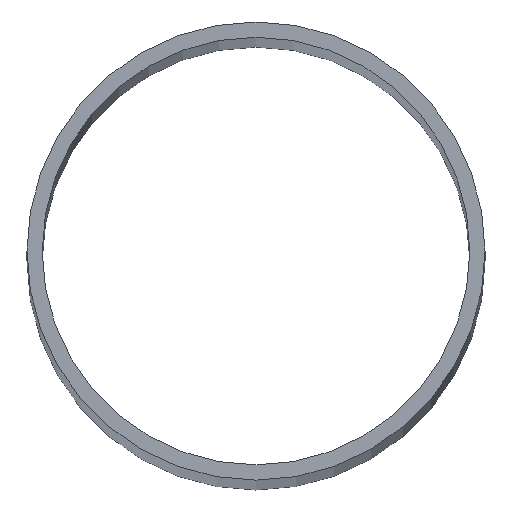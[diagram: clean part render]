
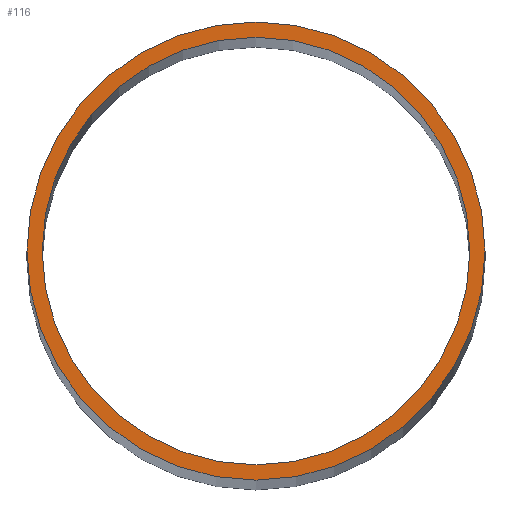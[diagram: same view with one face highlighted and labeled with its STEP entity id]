
A CAD part, top view. The second image highlights one B-rep face of the part: STEP entity #116.
In plain terms, the highlighted planar face has unit normal (0, 0, 1).
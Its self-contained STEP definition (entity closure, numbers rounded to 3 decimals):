
#26 = CARTESIAN_POINT ( 'NONE',  ( -14., 0., 185. ) ) ;
#33 = CARTESIAN_POINT ( 'NONE',  ( 14., 0., 185. ) ) ;
#37 = DIRECTION ( 'NONE',  ( 1., 0., 0. ) ) ;
#38 = DIRECTION ( 'NONE',  ( 0., 0., 1. ) ) ;
#39 = CARTESIAN_POINT ( 'NONE',  ( 0., 0., 185. ) ) ;
#41 = CARTESIAN_POINT ( 'NONE',  ( 15., 0., 185. ) ) ;
#42 = DIRECTION ( 'NONE',  ( 1., 0., 0. ) ) ;
#45 = PLANE ( 'NONE',  #138 ) ;
#48 = CARTESIAN_POINT ( 'NONE',  ( -15., 0., 185. ) ) ;
#57 = DIRECTION ( 'NONE',  ( 1., 0., 0. ) ) ;
#59 = DIRECTION ( 'NONE',  ( 0., 0., 1. ) ) ;
#60 = CARTESIAN_POINT ( 'NONE',  ( 0., 0., 185. ) ) ;
#67 = CARTESIAN_POINT ( 'NONE',  ( 0., 0., 185. ) ) ;
#77 = DIRECTION ( 'NONE',  ( 1., 0., 0. ) ) ;
#78 = DIRECTION ( 'NONE',  ( 0., 0., 1. ) ) ;
#80 = CARTESIAN_POINT ( 'NONE',  ( 0., 0., 185. ) ) ;
#81 = DIRECTION ( 'NONE',  ( 1., 0., 0. ) ) ;
#82 = DIRECTION ( 'NONE',  ( 0., 0., 1. ) ) ;
#83 = CARTESIAN_POINT ( 'NONE',  ( 0., 0., 185. ) ) ;
#91 = DIRECTION ( 'NONE',  ( 0., 0., 1. ) ) ;
#99 = CIRCLE ( 'NONE', #132, 14. ) ;
#105 = CIRCLE ( 'NONE', #124, 15. ) ;
#107 = CIRCLE ( 'NONE', #140, 14. ) ;
#108 = CIRCLE ( 'NONE', #126, 15. ) ;
#116 = ADVANCED_FACE ( 'NONE', ( #171, #166 ), #45, .T. ) ;
#124 = AXIS2_PLACEMENT_3D ( 'NONE', #39, #38, #37 ) ;
#126 = AXIS2_PLACEMENT_3D ( 'NONE', #60, #59, #57 ) ;
#132 = AXIS2_PLACEMENT_3D ( 'NONE', #80, #78, #77 ) ;
#138 = AXIS2_PLACEMENT_3D ( 'NONE', #67, #91, #42 ) ;
#140 = AXIS2_PLACEMENT_3D ( 'NONE', #83, #82, #81 ) ;
#145 = EDGE_CURVE ( 'NONE', #182, #196, #107, .T. ) ;
#147 = EDGE_CURVE ( 'NONE', #196, #182, #99, .T. ) ;
#154 = EDGE_CURVE ( 'NONE', #186, #194, #108, .T. ) ;
#157 = EDGE_CURVE ( 'NONE', #194, #186, #105, .T. ) ;
#166 = FACE_BOUND ( 'NONE', #200, .T. ) ;
#171 = FACE_OUTER_BOUND ( 'NONE', #212, .T. ) ;
#177 = ORIENTED_EDGE ( 'NONE', *, *, #145, .F. ) ;
#182 = VERTEX_POINT ( 'NONE', #33 ) ;
#186 = VERTEX_POINT ( 'NONE', #41 ) ;
#193 = ORIENTED_EDGE ( 'NONE', *, *, #147, .F. ) ;
#194 = VERTEX_POINT ( 'NONE', #48 ) ;
#196 = VERTEX_POINT ( 'NONE', #26 ) ;
#200 = EDGE_LOOP ( 'NONE', ( #193, #177 ) ) ;
#203 = ORIENTED_EDGE ( 'NONE', *, *, #157, .T. ) ;
#205 = ORIENTED_EDGE ( 'NONE', *, *, #154, .T. ) ;
#212 = EDGE_LOOP ( 'NONE', ( #203, #205 ) ) ;
